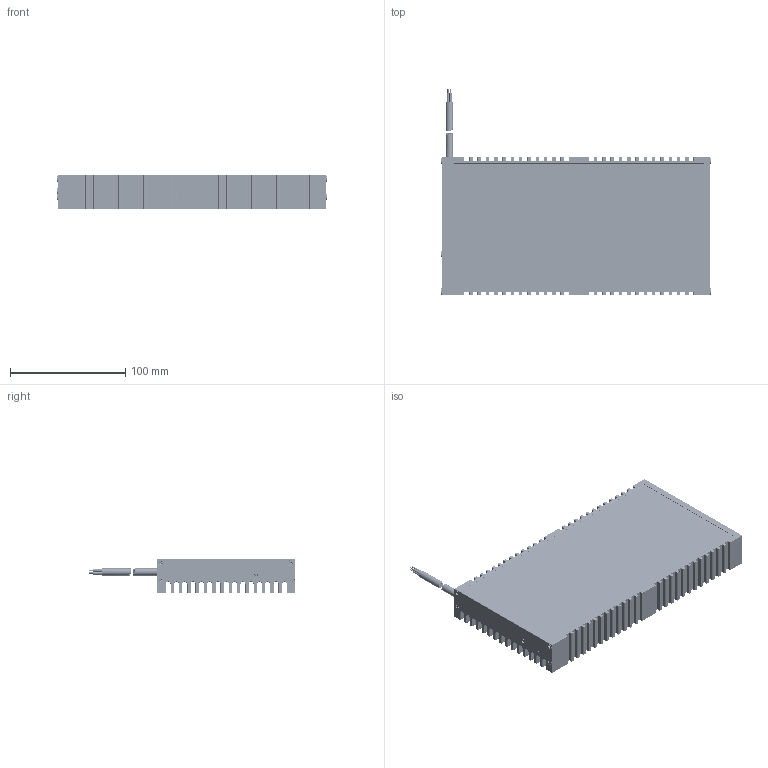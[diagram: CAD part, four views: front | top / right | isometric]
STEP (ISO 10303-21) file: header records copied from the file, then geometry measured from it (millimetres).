
FILE_DESCRIPTION(/* description */ ('Sestava'),/* implementation_level */ '2;1');
FILE_NAME(/* name */ 'Model LHi-110x220UV',/* time_stamp */ '2024-06-04T19:26:16+02:00',/* author */ ('Stanislav JedliÄŤka'),/* organization */ ('JedliÄŤka COMPUTERS s.r.o.'),/* preprocessor_version */ 'ST-DEVELOPER v16.7',/* originating_system */ 'DEX',/* authorisation */ $);
FILE_SCHEMA (('AUTOMOTIVE_DESIGN {1 0 10303 214 3 1 1}'));
Products named in the file (1): Model LHi-110x220UV
Bounding box: 234 x 179.4 x 30 mm (x, y, z)
Volume: 90926.2 mm3; surface area: 250674.4 mm2
Topology: 1 solids, 475 shells, 5608 faces, 19878 edges, 14301 vertices
Faces by surface type: plane 3075, cylinder 1019, torus 600, cone 512, bspline 402
Full cylindrical faces by diameter (mm): 1 x4, 1.567 x1, 2 x4, 4.134 x6, 5.5 x9, 6.3 x2
Entity records: 224307 total; most frequent: CARTESIAN_POINT 66685, DIRECTION 29994, ORIENTED_EDGE 26437, EDGE_CURVE 18601, VERTEX_POINT 13928, LINE 10418, VECTOR 10418, AXIS2_PLACEMENT_3D 9788
